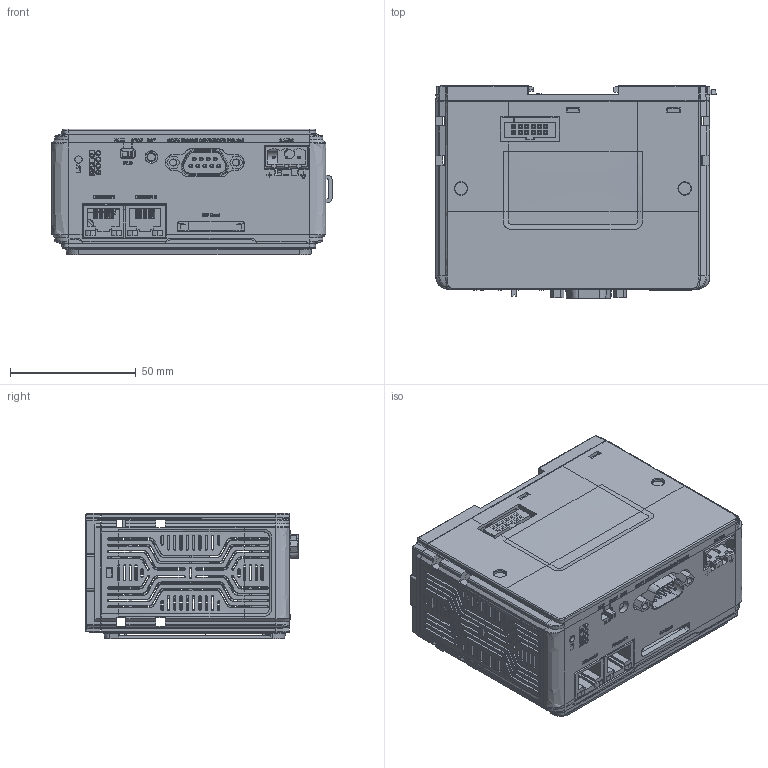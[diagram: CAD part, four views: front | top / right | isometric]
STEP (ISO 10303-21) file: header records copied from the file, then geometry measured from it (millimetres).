
FILE_DESCRIPTION (( 'STEP AP203' ), '1' );
FILE_NAME ('cMT-CTRL01.STEP', '2019-09-26T03:20:17', ( 'Annayang' ), ( '' ), 'SwSTEP 2.0', 'SolidWorks 2011', '' );
FILE_SCHEMA (( 'CONFIG_CONTROL_DESIGN' ));
Products named in the file (1): cMT-CTRL01
Bounding box: 111.48 x 84.42 x 50 mm (x, y, z)
Surface area: 84926.6 mm2 (no closed solid volume)
Topology: 0 solids, 57 shells, 2318 faces, 9313 edges, 6802 vertices
Faces by surface type: plane 1395, cone 480, cylinder 290, bspline 90, torus 39, sphere 24
Entity records: 110741 total; most frequent: CARTESIAN_POINT 38733, ORIENTED_EDGE 16117, DIRECTION 12175, EDGE_CURVE 9262, VERTEX_POINT 6784, VECTOR 5809, LINE 5809, AXIS2_PLACEMENT_3D 3183
